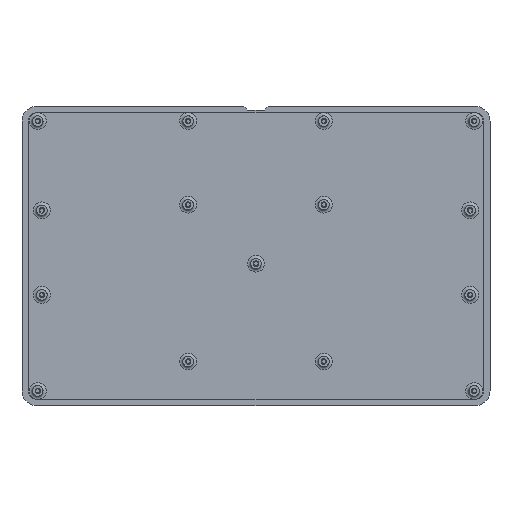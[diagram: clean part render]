
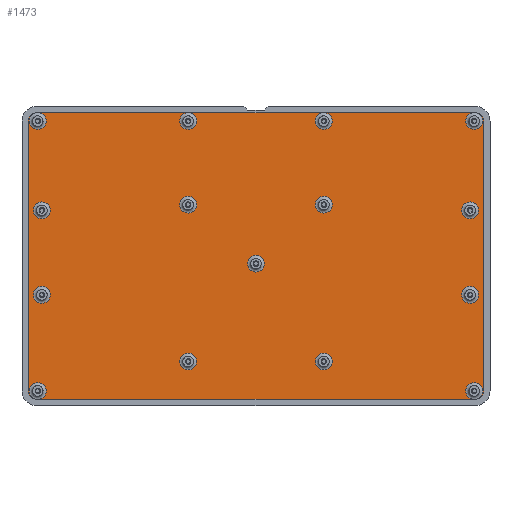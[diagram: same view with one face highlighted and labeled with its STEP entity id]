
A CAD part, top view. The second image highlights one B-rep face of the part: STEP entity #1473.
In plain terms, the highlighted planar face has unit normal (0, 0, 1).
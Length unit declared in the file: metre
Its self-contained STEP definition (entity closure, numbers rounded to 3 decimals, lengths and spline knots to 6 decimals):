
#58=CIRCLE('',#1612,0.004);
#60=CIRCLE('',#1616,0.004);
#62=CIRCLE('',#1620,0.004);
#64=CIRCLE('',#1624,0.004);
#66=CIRCLE('',#1629,0.004);
#67=CIRCLE('',#1630,0.004);
#68=CIRCLE('',#1631,0.004);
#69=CIRCLE('',#1632,0.004);
#70=CIRCLE('',#1633,0.004);
#71=CIRCLE('',#1634,0.004);
#72=CIRCLE('',#1635,0.004);
#73=CIRCLE('',#1636,0.004);
#74=CIRCLE('',#1637,0.004);
#75=CIRCLE('',#1638,0.004);
#76=CIRCLE('',#1639,0.004);
#77=CIRCLE('',#1640,0.004);
#78=CIRCLE('',#1641,0.004);
#79=CIRCLE('',#1642,0.004);
#80=CIRCLE('',#1643,0.004);
#304=ORIENTED_EDGE('',*,*,#619,.T.);
#305=ORIENTED_EDGE('',*,*,#620,.T.);
#306=ORIENTED_EDGE('',*,*,#621,.T.);
#307=ORIENTED_EDGE('',*,*,#622,.T.);
#308=ORIENTED_EDGE('',*,*,#623,.T.);
#309=ORIENTED_EDGE('',*,*,#624,.T.);
#310=ORIENTED_EDGE('',*,*,#625,.T.);
#311=ORIENTED_EDGE('',*,*,#626,.T.);
#312=ORIENTED_EDGE('',*,*,#627,.T.);
#313=ORIENTED_EDGE('',*,*,#600,.T.);
#314=ORIENTED_EDGE('',*,*,#628,.T.);
#315=ORIENTED_EDGE('',*,*,#599,.T.);
#316=ORIENTED_EDGE('',*,*,#593,.T.);
#317=ORIENTED_EDGE('',*,*,#590,.F.);
#318=ORIENTED_EDGE('',*,*,#586,.T.);
#319=ORIENTED_EDGE('',*,*,#614,.F.);
#320=ORIENTED_EDGE('',*,*,#629,.T.);
#321=ORIENTED_EDGE('',*,*,#613,.F.);
#322=ORIENTED_EDGE('',*,*,#630,.T.);
#323=ORIENTED_EDGE('',*,*,#612,.F.);
#324=ORIENTED_EDGE('',*,*,#631,.T.);
#325=ORIENTED_EDGE('',*,*,#611,.F.);
#326=ORIENTED_EDGE('',*,*,#632,.T.);
#327=ORIENTED_EDGE('',*,*,#610,.F.);
#328=ORIENTED_EDGE('',*,*,#607,.T.);
#329=ORIENTED_EDGE('',*,*,#604,.T.);
#330=ORIENTED_EDGE('',*,*,#601,.T.);
#331=ORIENTED_EDGE('',*,*,#596,.T.);
#332=ORIENTED_EDGE('',*,*,#633,.T.);
#586=EDGE_CURVE('',#751,#752,#58,.T.);
#590=EDGE_CURVE('',#751,#755,#891,.T.);
#593=EDGE_CURVE('',#757,#755,#60,.T.);
#596=EDGE_CURVE('',#759,#760,#895,.T.);
#599=EDGE_CURVE('',#762,#757,#898,.T.);
#600=EDGE_CURVE('',#760,#762,#899,.T.);
#601=EDGE_CURVE('',#763,#759,#62,.T.);
#604=EDGE_CURVE('',#765,#763,#901,.T.);
#607=EDGE_CURVE('',#767,#765,#64,.T.);
#610=EDGE_CURVE('',#767,#769,#905,.T.);
#611=EDGE_CURVE('',#769,#770,#906,.T.);
#612=EDGE_CURVE('',#770,#771,#907,.T.);
#613=EDGE_CURVE('',#771,#772,#908,.T.);
#614=EDGE_CURVE('',#772,#752,#909,.T.);
#619=EDGE_CURVE('',#775,#775,#66,.F.);
#620=EDGE_CURVE('',#776,#776,#67,.F.);
#621=EDGE_CURVE('',#777,#777,#68,.F.);
#622=EDGE_CURVE('',#778,#778,#69,.F.);
#623=EDGE_CURVE('',#779,#779,#70,.F.);
#624=EDGE_CURVE('',#780,#780,#71,.F.);
#625=EDGE_CURVE('',#781,#781,#72,.F.);
#626=EDGE_CURVE('',#782,#782,#73,.F.);
#627=EDGE_CURVE('',#783,#783,#74,.F.);
#628=EDGE_CURVE('',#762,#762,#75,.F.);
#629=EDGE_CURVE('',#772,#772,#76,.F.);
#630=EDGE_CURVE('',#771,#771,#77,.F.);
#631=EDGE_CURVE('',#770,#770,#78,.F.);
#632=EDGE_CURVE('',#769,#769,#79,.F.);
#633=EDGE_CURVE('',#760,#760,#80,.F.);
#751=VERTEX_POINT('',#2439);
#752=VERTEX_POINT('',#2440);
#755=VERTEX_POINT('',#2448);
#757=VERTEX_POINT('',#2454);
#759=VERTEX_POINT('',#2460);
#760=VERTEX_POINT('',#2461);
#762=VERTEX_POINT('',#2466);
#763=VERTEX_POINT('',#2470);
#765=VERTEX_POINT('',#2476);
#767=VERTEX_POINT('',#2482);
#769=VERTEX_POINT('',#2488);
#770=VERTEX_POINT('',#2490);
#771=VERTEX_POINT('',#2492);
#772=VERTEX_POINT('',#2494);
#775=VERTEX_POINT('',#2505);
#776=VERTEX_POINT('',#2507);
#777=VERTEX_POINT('',#2509);
#778=VERTEX_POINT('',#2511);
#779=VERTEX_POINT('',#2513);
#780=VERTEX_POINT('',#2515);
#781=VERTEX_POINT('',#2517);
#782=VERTEX_POINT('',#2519);
#783=VERTEX_POINT('',#2521);
#891=LINE('',#2447,#956);
#895=LINE('',#2459,#960);
#898=LINE('',#2465,#963);
#899=LINE('',#2467,#964);
#901=LINE('',#2475,#966);
#905=LINE('',#2487,#970);
#906=LINE('',#2489,#971);
#907=LINE('',#2491,#972);
#908=LINE('',#2493,#973);
#909=LINE('',#2495,#974);
#956=VECTOR('',#1908,1.);
#960=VECTOR('',#1920,1.);
#963=VECTOR('',#1923,1.);
#964=VECTOR('',#1924,1.);
#966=VECTOR('',#1934,1.);
#970=VECTOR('',#1946,1.);
#971=VECTOR('',#1947,1.);
#972=VECTOR('',#1948,1.);
#973=VECTOR('',#1949,1.);
#974=VECTOR('',#1950,1.);
#1010=EDGE_LOOP('',(#304));
#1011=EDGE_LOOP('',(#305));
#1012=EDGE_LOOP('',(#306));
#1013=EDGE_LOOP('',(#307));
#1014=EDGE_LOOP('',(#308));
#1015=EDGE_LOOP('',(#309));
#1016=EDGE_LOOP('',(#310));
#1017=EDGE_LOOP('',(#311));
#1018=EDGE_LOOP('',(#312));
#1019=EDGE_LOOP('',(#313,#314,#315,#316,#317,#318,#319,#320,#321,#322,#323,
#324,#325,#326,#327,#328,#329,#330,#331,#332));
#1217=FACE_BOUND('',#1010,.T.);
#1218=FACE_BOUND('',#1011,.T.);
#1219=FACE_BOUND('',#1012,.T.);
#1220=FACE_BOUND('',#1013,.T.);
#1221=FACE_BOUND('',#1014,.T.);
#1222=FACE_BOUND('',#1015,.T.);
#1223=FACE_BOUND('',#1016,.T.);
#1224=FACE_BOUND('',#1017,.T.);
#1225=FACE_BOUND('',#1018,.T.);
#1226=FACE_BOUND('',#1019,.T.);
#1415=PLANE('',#1628);
#1473=ADVANCED_FACE('',(#1217,#1218,#1219,#1220,#1221,#1222,#1223,#1224,
#1225,#1226),#1415,.T.);
#1612=AXIS2_PLACEMENT_3D('',#2438,#1900,#1901);
#1616=AXIS2_PLACEMENT_3D('',#2453,#1913,#1914);
#1620=AXIS2_PLACEMENT_3D('',#2469,#1927,#1928);
#1624=AXIS2_PLACEMENT_3D('',#2481,#1939,#1940);
#1628=AXIS2_PLACEMENT_3D('',#2503,#1957,#1958);
#1629=AXIS2_PLACEMENT_3D('',#2504,#1959,#1960);
#1630=AXIS2_PLACEMENT_3D('',#2506,#1961,#1962);
#1631=AXIS2_PLACEMENT_3D('',#2508,#1963,#1964);
#1632=AXIS2_PLACEMENT_3D('',#2510,#1965,#1966);
#1633=AXIS2_PLACEMENT_3D('',#2512,#1967,#1968);
#1634=AXIS2_PLACEMENT_3D('',#2514,#1969,#1970);
#1635=AXIS2_PLACEMENT_3D('',#2516,#1971,#1972);
#1636=AXIS2_PLACEMENT_3D('',#2518,#1973,#1974);
#1637=AXIS2_PLACEMENT_3D('',#2520,#1975,#1976);
#1638=AXIS2_PLACEMENT_3D('',#2522,#1977,#1978);
#1639=AXIS2_PLACEMENT_3D('',#2523,#1979,#1980);
#1640=AXIS2_PLACEMENT_3D('',#2524,#1981,#1982);
#1641=AXIS2_PLACEMENT_3D('',#2525,#1983,#1984);
#1642=AXIS2_PLACEMENT_3D('',#2526,#1985,#1986);
#1643=AXIS2_PLACEMENT_3D('',#2527,#1987,#1988);
#1900=DIRECTION('',(0.,0.,1.));
#1901=DIRECTION('',(1.,0.,0.));
#1908=DIRECTION('',(0.,-1.,0.));
#1913=DIRECTION('',(0.,0.,1.));
#1914=DIRECTION('',(1.,0.,0.));
#1920=DIRECTION('',(1.,0.,0.));
#1923=DIRECTION('',(1.,0.,0.));
#1924=DIRECTION('',(1.,0.,0.));
#1927=DIRECTION('',(0.,0.,1.));
#1928=DIRECTION('',(1.,0.,0.));
#1934=DIRECTION('',(0.,-1.,0.));
#1939=DIRECTION('',(0.,0.,1.));
#1940=DIRECTION('',(1.,0.,0.));
#1946=DIRECTION('',(1.,0.,0.));
#1947=DIRECTION('',(1.,0.,0.));
#1948=DIRECTION('',(1.,0.,0.));
#1949=DIRECTION('',(1.,0.,0.));
#1950=DIRECTION('',(1.,0.,0.));
#1957=DIRECTION('',(0.,0.,1.));
#1958=DIRECTION('',(1.,0.,0.));
#1959=DIRECTION('',(0.,0.,1.));
#1960=DIRECTION('',(1.,0.,0.));
#1961=DIRECTION('',(0.,0.,1.));
#1962=DIRECTION('',(1.,0.,0.));
#1963=DIRECTION('',(0.,0.,1.));
#1964=DIRECTION('',(1.,0.,0.));
#1965=DIRECTION('',(0.,0.,1.));
#1966=DIRECTION('',(1.,0.,0.));
#1967=DIRECTION('',(0.,0.,1.));
#1968=DIRECTION('',(1.,0.,0.));
#1969=DIRECTION('',(0.,0.,1.));
#1970=DIRECTION('',(1.,0.,0.));
#1971=DIRECTION('',(0.,0.,1.));
#1972=DIRECTION('',(1.,0.,0.));
#1973=DIRECTION('',(0.,0.,1.));
#1974=DIRECTION('',(1.,0.,0.));
#1975=DIRECTION('',(0.,0.,1.));
#1976=DIRECTION('',(1.,0.,0.));
#1977=DIRECTION('',(0.,0.,1.));
#1978=DIRECTION('',(1.,0.,0.));
#1979=DIRECTION('',(0.,0.,1.));
#1980=DIRECTION('',(1.,0.,0.));
#1981=DIRECTION('',(0.,0.,1.));
#1982=DIRECTION('',(1.,0.,0.));
#1983=DIRECTION('',(0.,0.,1.));
#1984=DIRECTION('',(1.,0.,0.));
#1985=DIRECTION('',(0.,0.,1.));
#1986=DIRECTION('',(1.,0.,0.));
#1987=DIRECTION('',(0.,0.,1.));
#1988=DIRECTION('',(1.,0.,0.));
#2438=CARTESIAN_POINT('',(0.10425,0.06415,0.));
#2439=CARTESIAN_POINT('',(0.10825,0.06415,0.));
#2440=CARTESIAN_POINT('',(0.10425,0.06815,0.));
#2447=CARTESIAN_POINT('',(0.10825,0.,0.));
#2448=CARTESIAN_POINT('',(0.10825,-0.06415,0.));
#2453=CARTESIAN_POINT('',(0.10425,-0.06415,0.));
#2454=CARTESIAN_POINT('',(0.10425,-0.06815,0.));
#2459=CARTESIAN_POINT('',(0.,-0.06815,0.));
#2460=CARTESIAN_POINT('',(-0.10425,-0.06815,0.));
#2461=CARTESIAN_POINT('',(-0.10375,-0.06815,0.));
#2465=CARTESIAN_POINT('',(0.,-0.06815,0.));
#2466=CARTESIAN_POINT('',(0.10375,-0.06815,0.));
#2467=CARTESIAN_POINT('',(0.,-0.06815,0.));
#2469=CARTESIAN_POINT('',(-0.10425,-0.06415,0.));
#2470=CARTESIAN_POINT('',(-0.10825,-0.06415,0.));
#2475=CARTESIAN_POINT('',(-0.10825,0.,0.));
#2476=CARTESIAN_POINT('',(-0.10825,0.06415,0.));
#2481=CARTESIAN_POINT('',(-0.10425,0.06415,0.));
#2482=CARTESIAN_POINT('',(-0.10425,0.06815,0.));
#2487=CARTESIAN_POINT('',(0.,0.06815,0.));
#2488=CARTESIAN_POINT('',(-0.10375,0.06815,0.));
#2489=CARTESIAN_POINT('',(0.,0.06815,0.));
#2490=CARTESIAN_POINT('',(-0.03225,0.06815,0.));
#2491=CARTESIAN_POINT('',(0.,0.06815,0.));
#2492=CARTESIAN_POINT('',(0.03225,0.06815,0.));
#2493=CARTESIAN_POINT('',(0.,0.06815,0.));
#2494=CARTESIAN_POINT('',(0.10375,0.06815,0.));
#2495=CARTESIAN_POINT('',(0.,0.06815,0.));
#2503=CARTESIAN_POINT('',(0.,0.,0.));
#2504=CARTESIAN_POINT('',(0.101802,0.021714,0.));
#2505=CARTESIAN_POINT('',(0.105802,0.021714,0.));
#2506=CARTESIAN_POINT('',(0.101802,-0.018471,0.));
#2507=CARTESIAN_POINT('',(0.105802,-0.018471,0.));
#2508=CARTESIAN_POINT('',(0.03225,-0.05015,0.));
#2509=CARTESIAN_POINT('',(0.03625,-0.05015,0.));
#2510=CARTESIAN_POINT('',(-0.03225,-0.05015,0.));
#2511=CARTESIAN_POINT('',(-0.02825,-0.05015,0.));
#2512=CARTESIAN_POINT('',(-0.101802,-0.018471,0.));
#2513=CARTESIAN_POINT('',(-0.097802,-0.018471,0.));
#2514=CARTESIAN_POINT('',(0.,-0.00365,0.));
#2515=CARTESIAN_POINT('',(0.004,-0.00365,0.));
#2516=CARTESIAN_POINT('',(0.03225,0.024393,0.));
#2517=CARTESIAN_POINT('',(0.03625,0.024393,0.));
#2518=CARTESIAN_POINT('',(-0.03225,0.024393,0.));
#2519=CARTESIAN_POINT('',(-0.02825,0.024393,0.));
#2520=CARTESIAN_POINT('',(-0.101802,0.021714,0.));
#2521=CARTESIAN_POINT('',(-0.097802,0.021714,0.));
#2522=CARTESIAN_POINT('',(0.10375,-0.06415,0.));
#2523=CARTESIAN_POINT('',(0.10375,0.06415,0.));
#2524=CARTESIAN_POINT('',(0.03225,0.06415,0.));
#2525=CARTESIAN_POINT('',(-0.03225,0.06415,0.));
#2526=CARTESIAN_POINT('',(-0.10375,0.06415,0.));
#2527=CARTESIAN_POINT('',(-0.10375,-0.06415,0.));
